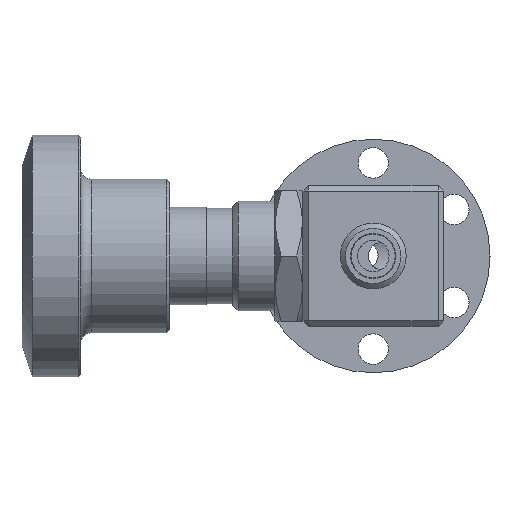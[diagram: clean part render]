
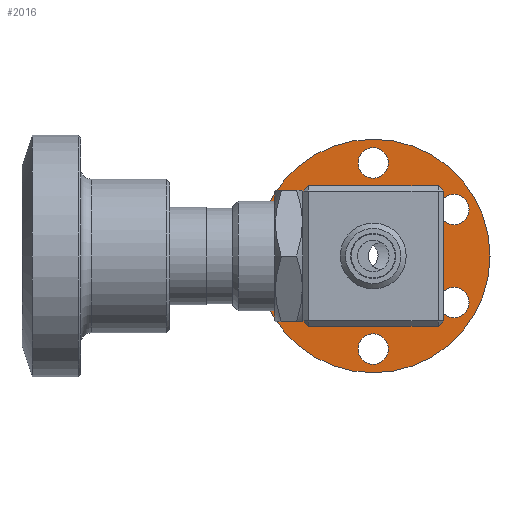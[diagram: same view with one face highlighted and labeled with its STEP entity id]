
A CAD part, left-side view. The second image highlights one B-rep face of the part: STEP entity #2016.
In plain terms, the highlighted planar face has unit normal (-1, 0, 0).
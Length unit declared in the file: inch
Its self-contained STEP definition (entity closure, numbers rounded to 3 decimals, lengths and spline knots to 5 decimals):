
#363=FACE_BOUND('',#724,.T.);
#364=FACE_BOUND('',#725,.T.);
#365=FACE_BOUND('',#726,.T.);
#366=FACE_BOUND('',#727,.T.);
#367=FACE_BOUND('',#728,.T.);
#368=FACE_BOUND('',#729,.T.);
#369=FACE_BOUND('',#730,.T.);
#527=FACE_OUTER_BOUND('',#723,.T.);
#723=EDGE_LOOP('',(#1670));
#724=EDGE_LOOP('',(#1671));
#725=EDGE_LOOP('',(#1672));
#726=EDGE_LOOP('',(#1673));
#727=EDGE_LOOP('',(#1674));
#728=EDGE_LOOP('',(#1675));
#729=EDGE_LOOP('',(#1676));
#730=EDGE_LOOP('',(#1677));
#802=CIRCLE('',#2223,0.126);
#803=CIRCLE('',#2225,0.0865);
#805=CIRCLE('',#2228,0.0865);
#807=CIRCLE('',#2231,0.0865);
#809=CIRCLE('',#2234,0.0865);
#811=CIRCLE('',#2237,0.0865);
#813=CIRCLE('',#2240,0.0865);
#820=CIRCLE('',#2252,0.665);
#966=VERTEX_POINT('',#3390);
#967=VERTEX_POINT('',#3393);
#969=VERTEX_POINT('',#3398);
#971=VERTEX_POINT('',#3403);
#973=VERTEX_POINT('',#3408);
#975=VERTEX_POINT('',#3413);
#977=VERTEX_POINT('',#3418);
#984=VERTEX_POINT('',#3437);
#1197=EDGE_CURVE('',#966,#966,#802,.T.);
#1198=EDGE_CURVE('',#967,#967,#803,.T.);
#1200=EDGE_CURVE('',#969,#969,#805,.T.);
#1202=EDGE_CURVE('',#971,#971,#807,.T.);
#1204=EDGE_CURVE('',#973,#973,#809,.T.);
#1206=EDGE_CURVE('',#975,#975,#811,.T.);
#1208=EDGE_CURVE('',#977,#977,#813,.T.);
#1215=EDGE_CURVE('',#984,#984,#820,.T.);
#1670=ORIENTED_EDGE('',*,*,#1215,.T.);
#1671=ORIENTED_EDGE('',*,*,#1197,.T.);
#1672=ORIENTED_EDGE('',*,*,#1198,.T.);
#1673=ORIENTED_EDGE('',*,*,#1200,.T.);
#1674=ORIENTED_EDGE('',*,*,#1202,.T.);
#1675=ORIENTED_EDGE('',*,*,#1204,.T.);
#1676=ORIENTED_EDGE('',*,*,#1206,.T.);
#1677=ORIENTED_EDGE('',*,*,#1208,.T.);
#1760=PLANE('',#2254);
#2016=ADVANCED_FACE('',(#527,#363,#364,#365,#366,#367,#368,#369),#1760,
 .T.);
#2223=AXIS2_PLACEMENT_3D('',#3391,#2752,#2753);
#2225=AXIS2_PLACEMENT_3D('',#3394,#2756,#2757);
#2228=AXIS2_PLACEMENT_3D('',#3399,#2762,#2763);
#2231=AXIS2_PLACEMENT_3D('',#3404,#2768,#2769);
#2234=AXIS2_PLACEMENT_3D('',#3409,#2774,#2775);
#2237=AXIS2_PLACEMENT_3D('',#3414,#2780,#2781);
#2240=AXIS2_PLACEMENT_3D('',#3419,#2786,#2787);
#2252=AXIS2_PLACEMENT_3D('',#3438,#2810,#2811);
#2254=AXIS2_PLACEMENT_3D('',#3440,#2814,#2815);
#2752=DIRECTION('center_axis',(1.,0.,0.));
#2753=DIRECTION('ref_axis',(0.,0.,-1.));
#2756=DIRECTION('center_axis',(1.,0.,0.));
#2757=DIRECTION('ref_axis',(0.,0.866,-0.5));
#2762=DIRECTION('center_axis',(1.,0.,0.));
#2763=DIRECTION('ref_axis',(0.,0.,
-1.));
#2768=DIRECTION('center_axis',(1.,0.,0.));
#2769=DIRECTION('ref_axis',(0.,-0.866,-0.5));
#2774=DIRECTION('center_axis',(1.,0.,0.));
#2775=DIRECTION('ref_axis',(0.,-0.866,0.5));
#2780=DIRECTION('center_axis',(1.,0.,0.));
#2781=DIRECTION('ref_axis',(0.,0.866,0.5));
#2786=DIRECTION('center_axis',(1.,0.,0.));
#2787=DIRECTION('ref_axis',(0.,0.,
1.));
#2810=DIRECTION('center_axis',(-1.,0.,0.));
#2811=DIRECTION('ref_axis',(0.,0.,-1.));
#2814=DIRECTION('center_axis',(-1.,0.,0.));
#2815=DIRECTION('ref_axis',(0.,0.,-1.));
#3390=CARTESIAN_POINT('',(1.1145,0.,-0.126));
#3391=CARTESIAN_POINT('Origin',(1.1145,0.,0.));
#3393=CARTESIAN_POINT('',(1.1145,0.38408,0.30825));
#3394=CARTESIAN_POINT('Origin',(1.1145,0.45899,0.265));
#3398=CARTESIAN_POINT('',(1.1145,0.45899,-0.1785));
#3399=CARTESIAN_POINT('Origin',(1.1145,0.45899,-0.265));
#3403=CARTESIAN_POINT('',(1.1145,0.07491,-0.48675));
#3404=CARTESIAN_POINT('Origin',(1.1145,0.,-0.53));
#3408=CARTESIAN_POINT('',(1.1145,-0.38408,-0.30825));
#3409=CARTESIAN_POINT('Origin',(1.1145,-0.45899,-0.265));
#3413=CARTESIAN_POINT('',(1.1145,-0.07491,0.48675));
#3414=CARTESIAN_POINT('Origin',(1.1145,0.,0.53));
#3418=CARTESIAN_POINT('',(1.1145,-0.45899,0.1785));
#3419=CARTESIAN_POINT('Origin',(1.1145,-0.45899,0.265));
#3437=CARTESIAN_POINT('',(1.1145,0.,0.665));
#3438=CARTESIAN_POINT('Origin',(1.1145,0.,0.));
#3440=CARTESIAN_POINT('Origin',(1.1145,0.,0.));
